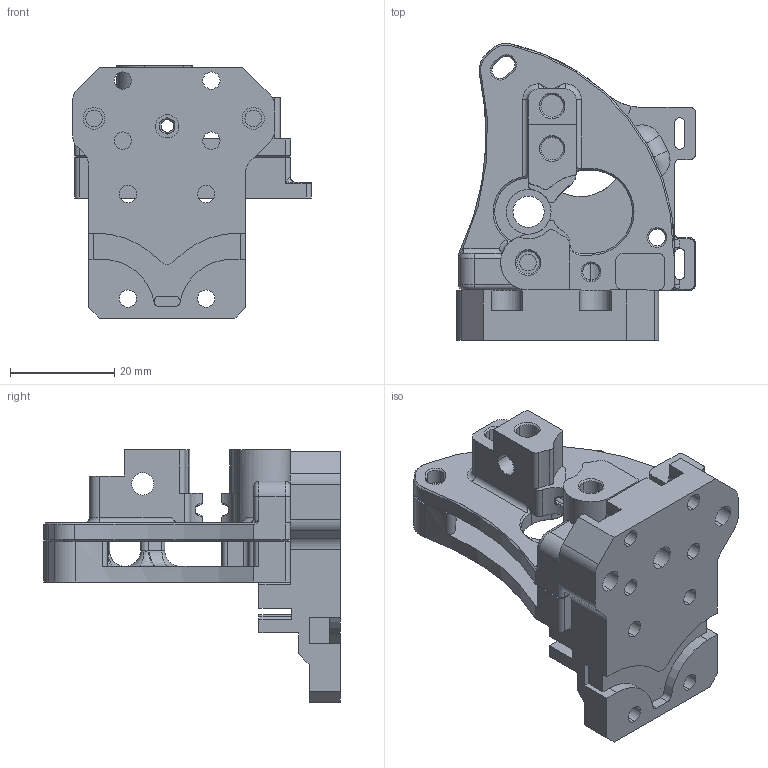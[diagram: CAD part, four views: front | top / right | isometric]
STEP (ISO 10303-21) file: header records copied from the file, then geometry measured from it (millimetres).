
FILE_DESCRIPTION (( 'STEP AP214' ), '1' );
FILE_NAME ('TinySailfin.STEP', '2023-12-03T17:17:58', ( '' ), ( '' ), 'SwSTEP 2.0', 'SolidWorks 2023', '' );
FILE_SCHEMA (( 'AUTOMOTIVE_DESIGN' ));
Length unit declared in the file: millimetre
Products named in the file (4): printHeadMount Mod GBtTinyMII GotchauSailfin; back Mod GotchauSailfin; mid Mod GotchauSailfin; TinySailfin
Assembly tree (3 placements, depth 2):
  TinySailfin
    mid Mod GotchauSailfin
    back Mod GotchauSailfin
    printHeadMount Mod GBtTinyMII GotchauSailfin
Bounding box: 45.75 x 56.84 x 48.3 mm (x, y, z)
Volume: 25792.8 mm3; surface area: 16788.6 mm2
Topology: 3 solids, 3 shells, 558 faces, 1461 edges, 919 vertices
Faces by surface type: cylinder 234, plane 195, cone 86, bspline 25, torus 18
Entity records: 18671 total; most frequent: CARTESIAN_POINT 4566, DIRECTION 3012, ORIENTED_EDGE 2920, EDGE_CURVE 1460, AXIS2_PLACEMENT_3D 1125, VERTEX_POINT 919, VECTOR 762, LINE 762
